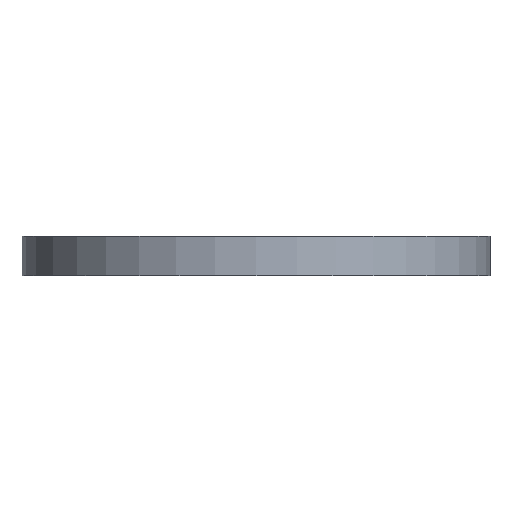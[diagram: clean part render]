
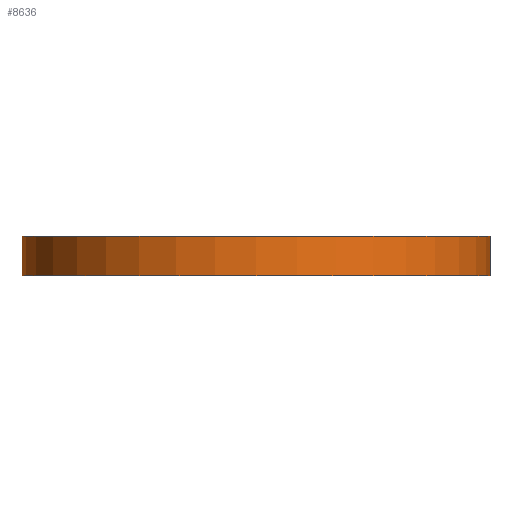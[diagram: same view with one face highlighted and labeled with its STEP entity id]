
A CAD part, front view. The second image highlights one B-rep face of the part: STEP entity #8636.
In plain terms, the highlighted cylindrical face has radius 60 mm (diameter 120 mm), a full revolution.
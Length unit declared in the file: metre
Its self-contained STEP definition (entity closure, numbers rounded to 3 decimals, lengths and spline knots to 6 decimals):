
#3940=ORIENTED_EDGE('',*,*,#6026,.T.);
#3941=ORIENTED_EDGE('',*,*,#6027,.F.);
#6026=EDGE_CURVE('',#6870,#6870,#7112,.T.);
#6027=EDGE_CURVE('',#6871,#6871,#7113,.T.);
#6870=VERTEX_POINT('',#14150);
#6871=VERTEX_POINT('',#14152);
#7112=CIRCLE('',#9303,0.06);
#7113=CIRCLE('',#9304,0.06);
#7553=EDGE_LOOP('',(#3940));
#7554=EDGE_LOOP('',(#3941));
#8039=FACE_BOUND('',#7553,.T.);
#8040=FACE_BOUND('',#7554,.T.);
#8216=CYLINDRICAL_SURFACE('',#9302,0.06);
#8636=ADVANCED_FACE('',(#8039,#8040),#8216,.T.);
#9302=AXIS2_PLACEMENT_3D('',#14148,#11606,#11607);
#9303=AXIS2_PLACEMENT_3D('',#14149,#11608,#11609);
#9304=AXIS2_PLACEMENT_3D('',#14151,#11610,#11611);
#11606=DIRECTION('',(0.,0.,1.));
#11607=DIRECTION('',(1.,0.,0.));
#11608=DIRECTION('',(0.,0.,1.));
#11609=DIRECTION('',(1.,0.,0.));
#11610=DIRECTION('',(0.,0.,1.));
#11611=DIRECTION('',(1.,0.,0.));
#14148=CARTESIAN_POINT('',(0.,0.,0.006));
#14149=CARTESIAN_POINT('',(0.,0.,0.006));
#14150=CARTESIAN_POINT('',(0.06,0.,0.006));
#14151=CARTESIAN_POINT('',(0.,0.,0.016));
#14152=CARTESIAN_POINT('',(0.06,0.,0.016));
